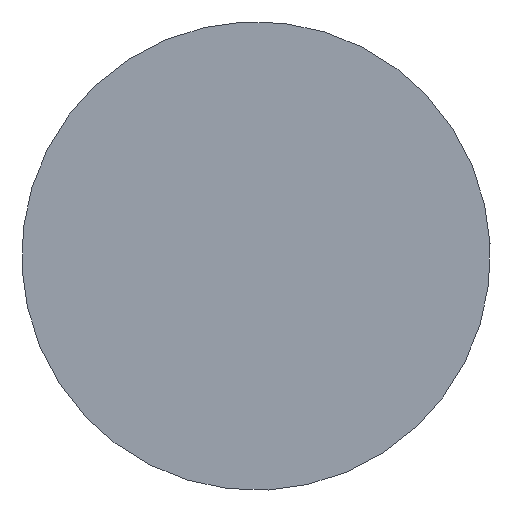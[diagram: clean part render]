
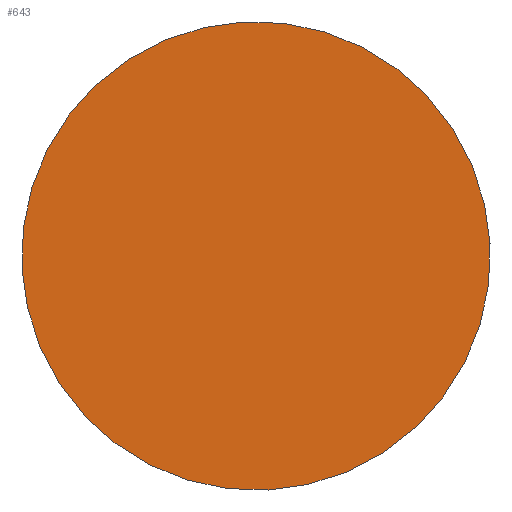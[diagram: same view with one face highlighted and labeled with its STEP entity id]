
A CAD part, left-side view. The second image highlights one B-rep face of the part: STEP entity #643.
In plain terms, the highlighted face is planar.
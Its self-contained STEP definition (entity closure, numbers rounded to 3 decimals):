
#102=FACE_OUTER_BOUND('',#149,.T.);
#149=EDGE_LOOP('',(#572));
#278=CIRCLE('',#778,7.5);
#331=VERTEX_POINT('',#1165);
#410=EDGE_CURVE('',#331,#331,#278,.T.);
#572=ORIENTED_EDGE('',*,*,#410,.T.);
#602=PLANE('',#781);
#643=ADVANCED_FACE('',(#102),#602,.T.);
#778=AXIS2_PLACEMENT_3D('',#1166,#977,#978);
#781=AXIS2_PLACEMENT_3D('',#1171,#984,#985);
#977=DIRECTION('center_axis',(0.,1.,0.));
#978=DIRECTION('ref_axis',(1.,0.,0.));
#984=DIRECTION('center_axis',(0.,1.,0.));
#985=DIRECTION('ref_axis',(0.,0.,1.));
#1165=CARTESIAN_POINT('',(-7.5,0.6,0.));
#1166=CARTESIAN_POINT('Origin',(0.,0.6,0.));
#1171=CARTESIAN_POINT('Origin',(0.,0.6,0.));
